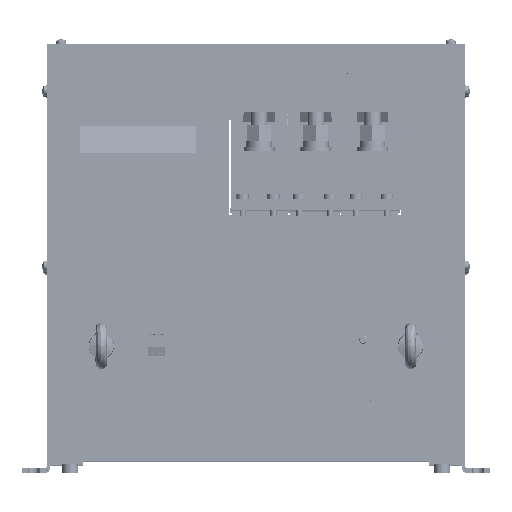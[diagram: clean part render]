
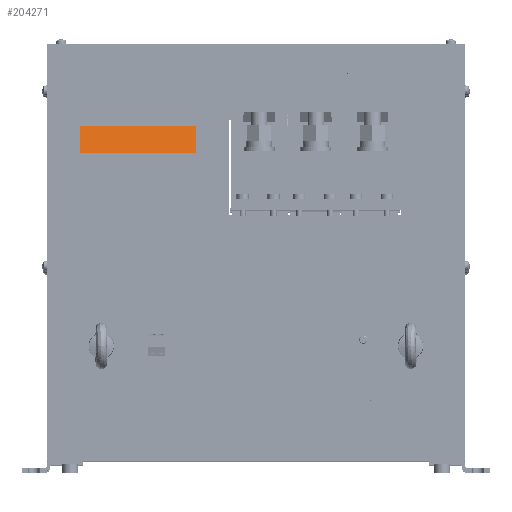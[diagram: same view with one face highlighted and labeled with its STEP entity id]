
A CAD part, top view. The second image highlights one B-rep face of the part: STEP entity #204271.
In plain terms, the highlighted planar face has unit normal (0, 0.259, 0.966).
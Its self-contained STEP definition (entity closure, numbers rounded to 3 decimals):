
#5250 = VERTEX_POINT ( 'NONE', #154666 ) ;
#25878 = ORIENTED_EDGE ( 'NONE', *, *, #127470, .T. ) ;
#35345 = EDGE_CURVE ( 'NONE', #113418, #111550, #48066, .T. ) ;
#47097 = CARTESIAN_POINT ( 'NONE',  ( -152., 296.358, 578. ) ) ;
#48066 = LINE ( 'NONE', #163847, #99100 ) ;
#48517 = FACE_OUTER_BOUND ( 'NONE', #108294, .T. ) ;
#49244 = ORIENTED_EDGE ( 'NONE', *, *, #35345, .T. ) ;
#51516 = CARTESIAN_POINT ( 'NONE',  ( -170.8, 322.482, 571. ) ) ;
#70431 = CARTESIAN_POINT ( 'NONE',  ( -152., 322.482, 571. ) ) ;
#75788 = LINE ( 'NONE', #124099, #126847 ) ;
#76546 = EDGE_CURVE ( 'NONE', #5250, #111550, #75788, .T. ) ;
#84693 = AXIS2_PLACEMENT_3D ( 'NONE', #70431, #106448, #139551 ) ;
#85991 = VERTEX_POINT ( 'NONE', #163696 ) ;
#96872 = DIRECTION ( 'NONE',  ( -1., 0., 0. ) ) ;
#99100 = VECTOR ( 'NONE', #96872, 1000. ) ;
#102916 = DIRECTION ( 'NONE',  ( 0., 0.966, -0.259 ) ) ;
#106448 = DIRECTION ( 'NONE',  ( 0., -0.259, -0.966 ) ) ;
#108294 = EDGE_LOOP ( 'NONE', ( #25878, #49244, #119156, #150827 ) ) ;
#111394 = EDGE_CURVE ( 'NONE', #85991, #5250, #205319, .T. ) ;
#111550 = VERTEX_POINT ( 'NONE', #51516 ) ;
#113418 = VERTEX_POINT ( 'NONE', #212894 ) ;
#118423 = DIRECTION ( 'NONE',  ( -1., 0., 0. ) ) ;
#118796 = CARTESIAN_POINT ( 'NONE',  ( -58., 296.358, 578. ) ) ;
#119156 = ORIENTED_EDGE ( 'NONE', *, *, #76546, .F. ) ;
#123362 = DIRECTION ( 'NONE',  ( 0., 0.966, -0.259 ) ) ;
#124099 = CARTESIAN_POINT ( 'NONE',  ( -170.8, 296.358, 578. ) ) ;
#125338 = VECTOR ( 'NONE', #102916, 1000. ) ;
#126847 = VECTOR ( 'NONE', #123362, 1000. ) ;
#127470 = EDGE_CURVE ( 'NONE', #85991, #113418, #195274, .T. ) ;
#139551 = DIRECTION ( 'NONE',  ( 0., 0.966, -0.259 ) ) ;
#150827 = ORIENTED_EDGE ( 'NONE', *, *, #111394, .F. ) ;
#154666 = CARTESIAN_POINT ( 'NONE',  ( -170.8, 296.358, 578. ) ) ;
#163696 = CARTESIAN_POINT ( 'NONE',  ( -58., 296.358, 578. ) ) ;
#163847 = CARTESIAN_POINT ( 'NONE',  ( -152., 322.482, 571. ) ) ;
#186586 = VECTOR ( 'NONE', #118423, 1000. ) ;
#190716 = PLANE ( 'NONE',  #84693 ) ;
#195274 = LINE ( 'NONE', #118796, #125338 ) ;
#204271 = ADVANCED_FACE ( 'NONE', ( #48517 ), #190716, .F. ) ;
#205319 = LINE ( 'NONE', #47097, #186586 ) ;
#212894 = CARTESIAN_POINT ( 'NONE',  ( -58., 322.482, 571. ) ) ;
